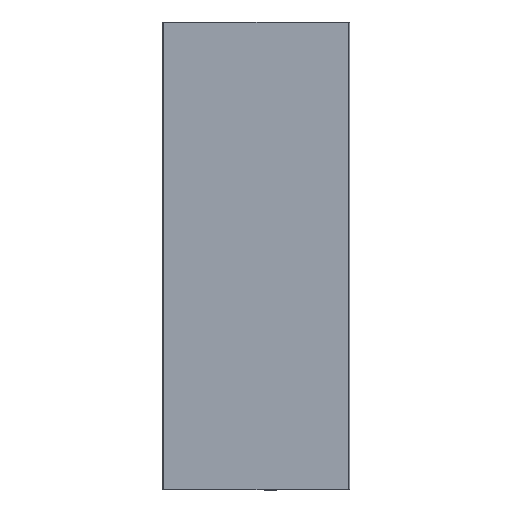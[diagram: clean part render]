
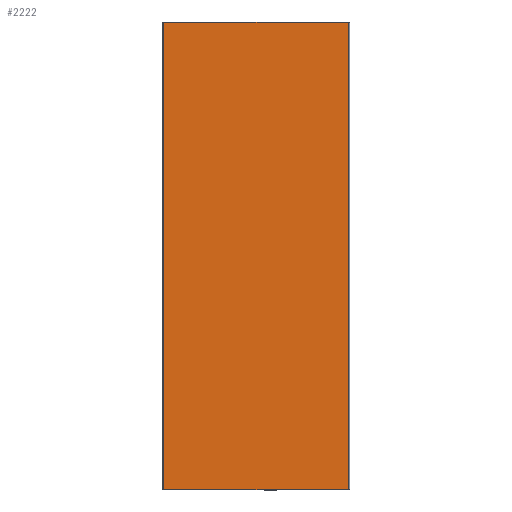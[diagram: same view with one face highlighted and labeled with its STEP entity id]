
A CAD part, front view. The second image highlights one B-rep face of the part: STEP entity #2222.
In plain terms, the highlighted planar face has unit normal (0, -1, 0).
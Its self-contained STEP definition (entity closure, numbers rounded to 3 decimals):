
#194 = LINE ( 'NONE', #4843, #1757 ) ;
#412 = VERTEX_POINT ( 'NONE', #7630 ) ;
#728 = AXIS2_PLACEMENT_3D ( 'NONE', #6401, #6370, #6364 ) ;
#853 = CARTESIAN_POINT ( 'NONE',  ( 7704.135, 3547.955, 100. ) ) ;
#928 = ORIENTED_EDGE ( 'NONE', *, *, #7869, .F. ) ;
#953 = CARTESIAN_POINT ( 'NONE',  ( 7743.535, 3547.955, 0. ) ) ;
#1538 = CARTESIAN_POINT ( 'NONE',  ( 7704.135, 3547.955, 100. ) ) ;
#1551 = VECTOR ( 'NONE', #3552, 1000. ) ;
#1757 = VECTOR ( 'NONE', #3527, 1000. ) ;
#2222 = ADVANCED_FACE ( 'NONE', ( #6733 ), #6519, .F. ) ;
#2525 = ORIENTED_EDGE ( 'NONE', *, *, #7853, .F. ) ;
#2891 = CARTESIAN_POINT ( 'NONE',  ( 7743.535, 3547.955, 100. ) ) ;
#3333 = LINE ( 'NONE', #2891, #1551 ) ;
#3527 = DIRECTION ( 'NONE',  ( 0., 0., 1. ) ) ;
#3541 = LINE ( 'NONE', #1538, #5056 ) ;
#3552 = DIRECTION ( 'NONE',  ( 0., 0., -1. ) ) ;
#3931 = VERTEX_POINT ( 'NONE', #953 ) ;
#4216 = DIRECTION ( 'NONE',  ( 1., 0., 0. ) ) ;
#4378 = CARTESIAN_POINT ( 'NONE',  ( 7704.135, 3547.955, 0. ) ) ;
#4494 = EDGE_LOOP ( 'NONE', ( #7636, #2525, #5945, #928 ) ) ;
#4843 = CARTESIAN_POINT ( 'NONE',  ( 7704.135, 3547.955, 100. ) ) ;
#4862 = VECTOR ( 'NONE', #6832, 1000. ) ;
#5056 = VECTOR ( 'NONE', #4216, 1000. ) ;
#5734 = VERTEX_POINT ( 'NONE', #4378 ) ;
#5945 = ORIENTED_EDGE ( 'NONE', *, *, #7843, .F. ) ;
#6364 = DIRECTION ( 'NONE',  ( -1., 0., 0. ) ) ;
#6370 = DIRECTION ( 'NONE',  ( 0., 1., 0. ) ) ;
#6401 = CARTESIAN_POINT ( 'NONE',  ( 7704.135, 3547.955, 100. ) ) ;
#6519 = PLANE ( 'NONE',  #728 ) ;
#6733 = FACE_OUTER_BOUND ( 'NONE', #4494, .T. ) ;
#6801 = LINE ( 'NONE', #7583, #4862 ) ;
#6832 = DIRECTION ( 'NONE',  ( -1., 0., 0. ) ) ;
#7583 = CARTESIAN_POINT ( 'NONE',  ( 7704.135, 3547.955, 0. ) ) ;
#7630 = CARTESIAN_POINT ( 'NONE',  ( 7743.535, 3547.955, 100. ) ) ;
#7636 = ORIENTED_EDGE ( 'NONE', *, *, #7858, .F. ) ;
#7843 = EDGE_CURVE ( 'NONE', #5734, #7847, #194, .T. ) ;
#7847 = VERTEX_POINT ( 'NONE', #853 ) ;
#7853 = EDGE_CURVE ( 'NONE', #7847, #412, #3541, .T. ) ;
#7858 = EDGE_CURVE ( 'NONE', #412, #3931, #3333, .T. ) ;
#7869 = EDGE_CURVE ( 'NONE', #3931, #5734, #6801, .T. ) ;
